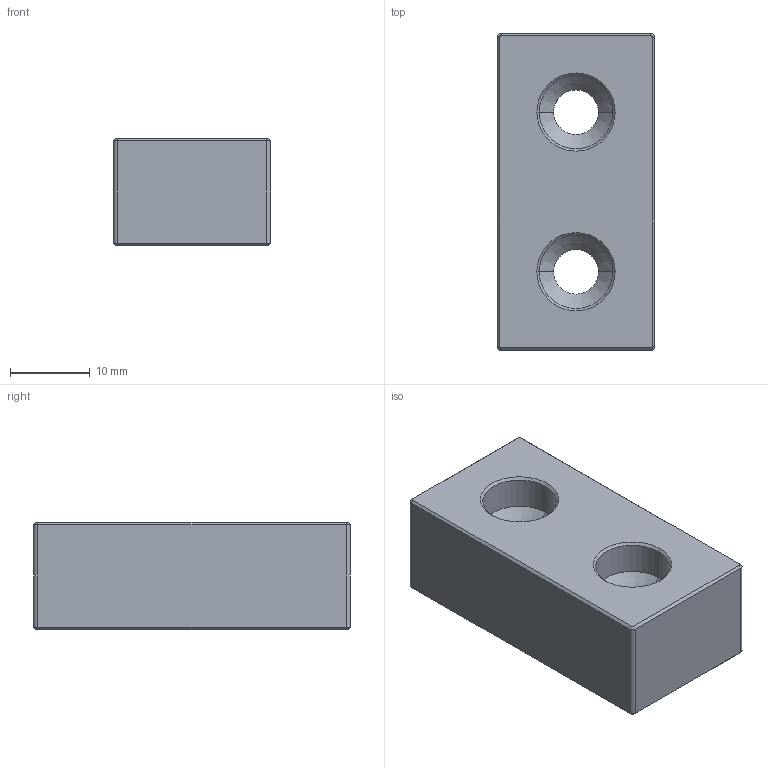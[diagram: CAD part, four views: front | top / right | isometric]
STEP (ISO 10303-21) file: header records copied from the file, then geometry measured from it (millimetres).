
FILE_DESCRIPTION (( 'STEP AP214' ), '1' );
FILE_NAME ('2040 profile cover.STEP', '2025-08-09T05:47:01', ( '' ), ( '' ), 'SwSTEP 2.0', 'SolidWorks 2021', '' );
FILE_SCHEMA (( 'AUTOMOTIVE_DESIGN' ));
Length unit declared in the file: millimetre
Products named in the file (1): 2040 profile cover
Bounding box: 19.7 x 39.7 x 13.5 mm (x, y, z)
Volume: 9446.4 mm3; surface area: 3543.5 mm2
Topology: 1 solids, 1 shells, 46 faces, 100 edges, 56 vertices
Faces by surface type: cone 20, plane 14, cylinder 12
Entity records: 1270 total; most frequent: DIRECTION 234, CARTESIAN_POINT 203, ORIENTED_EDGE 200, EDGE_CURVE 100, AXIS2_PLACEMENT_3D 87, LINE 60, VECTOR 60, VERTEX_POINT 56
